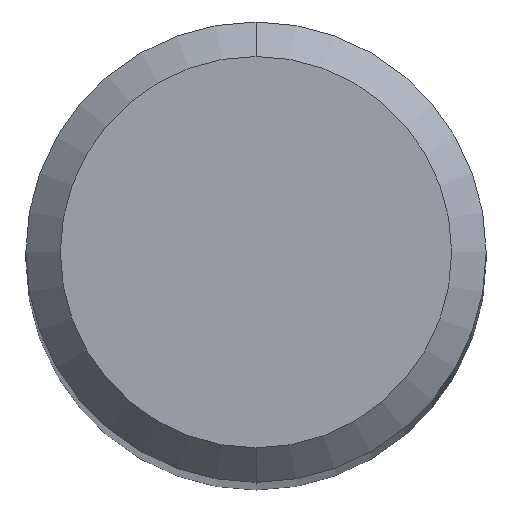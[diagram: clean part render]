
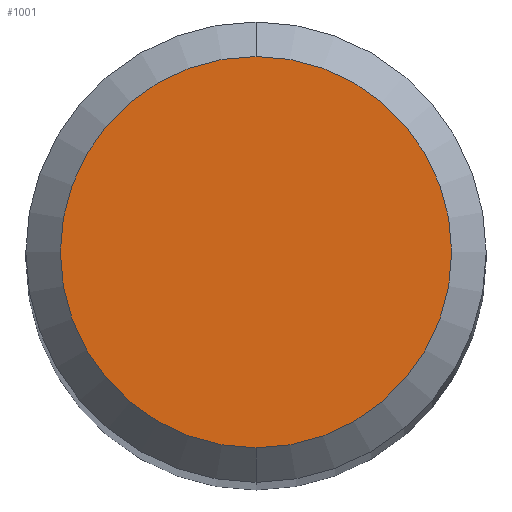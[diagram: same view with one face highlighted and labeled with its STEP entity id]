
A CAD part, top view. The second image highlights one B-rep face of the part: STEP entity #1001.
In plain terms, the highlighted planar face has unit normal (0, 0, 1).
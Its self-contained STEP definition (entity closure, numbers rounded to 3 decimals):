
#551=VERTEX_POINT('',#1259);
#625=EDGE_CURVE('',#955,#551,#1341,.T.);
#905=EDGE_CURVE('',#551,#955,#1643,.T.);
#955=VERTEX_POINT('',#1697);
#1001=ADVANCED_FACE('',(#1746),#1747,.T.);
#1259=CARTESIAN_POINT('',(0.0,1.7,0.0));
#1341=CIRCLE('',#3208,1.7);
#1643=CIRCLE('',#4639,1.7);
#1697=CARTESIAN_POINT('',(0.,-1.7,0.0));
#1746=FACE_OUTER_BOUND('',#5183,.T.);
#1747=PLANE('',#5184);
#3208=AXIS2_PLACEMENT_3D('',#5647,#5648,#5649);
#4639=AXIS2_PLACEMENT_3D('',#5946,#5947,#5948);
#5183=EDGE_LOOP('',(#6041,#6042));
#5184=AXIS2_PLACEMENT_3D('',#6043,#6044,#6045);
#5647=CARTESIAN_POINT('',(0.0,0.0,0.0));
#5648=DIRECTION('',(0.0,0.0,-1.0));
#5649=DIRECTION('',(0.0,1.0,0.0));
#5946=CARTESIAN_POINT('',(0.0,0.0,0.0));
#5947=DIRECTION('',(0.0,0.0,-1.0));
#5948=DIRECTION('',(0.0,1.0,0.0));
#6041=ORIENTED_EDGE('',*,*,#905,.F.);
#6042=ORIENTED_EDGE('',*,*,#625,.F.);
#6043=CARTESIAN_POINT('',(0.0,0.85,0.0));
#6044=DIRECTION('',(-0.0,0.0,1.0));
#6045=DIRECTION('',(0.0,-1.0,0.0));
